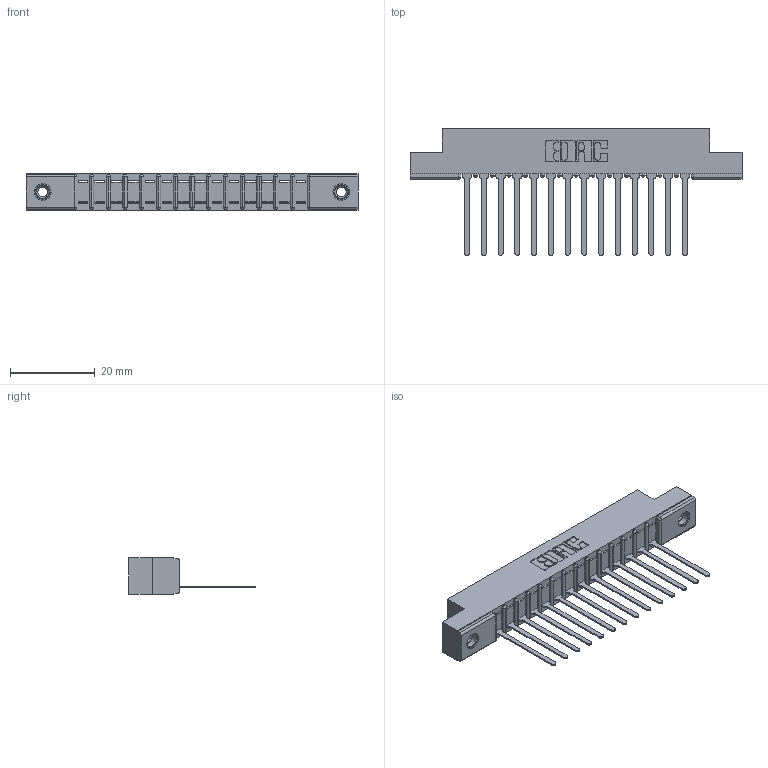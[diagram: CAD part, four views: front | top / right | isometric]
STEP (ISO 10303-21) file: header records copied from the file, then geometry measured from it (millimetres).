
FILE_DESCRIPTION (( 'STEP AP203' ), '1' );
FILE_NAME ('307-014-545-108.STEP', '2019-09-03T16:28:57', ( '' ), ( '' ), 'SwSTEP 2.0', 'SolidWorks 2016', '' );
FILE_SCHEMA (( 'CONFIG_CONTROL_DESIGN' ));
Length unit declared in the file: inch
Products named in the file (4): 307-290-001_545; 307 Part_.156 Dia Mounting Holes; 307-014-545-108; 345-250-001_345-250-003-102
Assembly tree (17 placements, depth 2):
  307-014-545-108
    307 Part_.156 Dia Mounting Holes
    307-290-001_545  x14
    345-250-001_345-250-003-102  x2
Bounding box: 78.49 x 30 x 8.71 mm (x, y, z)
Volume: 5025.8 mm3; surface area: 7860.9 mm2
Topology: 17 solids, 17 shells, 977 faces, 2727 edges, 1750 vertices
Faces by surface type: plane 620, cylinder 311, sphere 30, cone 12, torus 4
Entity records: 16607 total; most frequent: CARTESIAN_POINT 2767, ORIENTED_EDGE 2746, DIRECTION 2717, EDGE_CURVE 1373, VECTOR 1041, LINE 1041, VERTEX_POINT 888, AXIS2_PLACEMENT_3D 838
